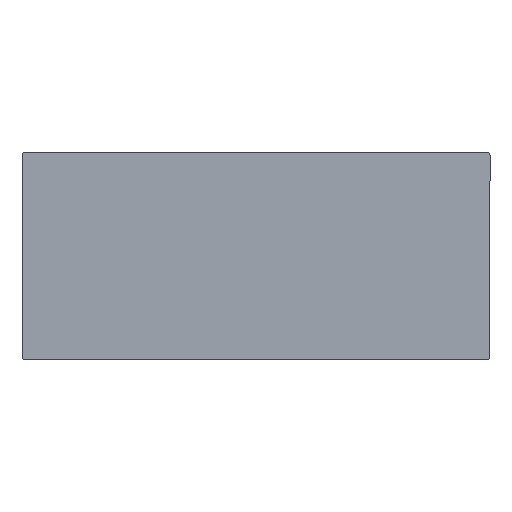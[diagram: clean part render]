
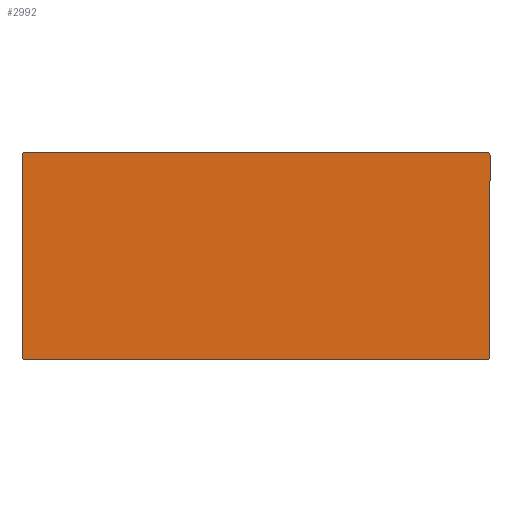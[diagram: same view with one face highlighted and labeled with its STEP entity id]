
A CAD part, front view. The second image highlights one B-rep face of the part: STEP entity #2992.
In plain terms, the highlighted planar face has unit normal (0, -1, 0).
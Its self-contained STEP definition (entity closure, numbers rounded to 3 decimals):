
#120=PLANE('',#3422);
#342=FACE_OUTER_BOUND('',#546,.T.);
#546=EDGE_LOOP('',(#2689,#2690,#2691,#2692,#2693,#2694,#2695,#2696));
#670=LINE('',#4992,#864);
#673=LINE('',#5000,#867);
#676=LINE('',#5008,#870);
#678=LINE('',#5014,#872);
#864=VECTOR('',#4066,10.);
#867=VECTOR('',#4075,10.);
#870=VECTOR('',#4084,10.);
#872=VECTOR('',#4092,10.);
#1080=CIRCLE('',#3264,1.);
#1081=CIRCLE('',#3267,1.);
#1082=CIRCLE('',#3270,1.);
#1083=CIRCLE('',#3273,1.);
#1312=VERTEX_POINT('',#4984);
#1313=VERTEX_POINT('',#4986);
#1314=VERTEX_POINT('',#4990);
#1315=VERTEX_POINT('',#4994);
#1316=VERTEX_POINT('',#4998);
#1317=VERTEX_POINT('',#5002);
#1318=VERTEX_POINT('',#5004);
#1319=VERTEX_POINT('',#5010);
#1661=EDGE_CURVE('',#1312,#1313,#1080,.T.);
#1664=EDGE_CURVE('',#1312,#1314,#670,.T.);
#1666=EDGE_CURVE('',#1315,#1314,#1081,.T.);
#1668=EDGE_CURVE('',#1315,#1316,#673,.T.);
#1670=EDGE_CURVE('',#1317,#1318,#1082,.T.);
#1672=EDGE_CURVE('',#1317,#1313,#676,.T.);
#1674=EDGE_CURVE('',#1319,#1316,#1083,.T.);
#1675=EDGE_CURVE('',#1319,#1318,#678,.T.);
#2689=ORIENTED_EDGE('',*,*,#1670,.F.);
#2690=ORIENTED_EDGE('',*,*,#1672,.T.);
#2691=ORIENTED_EDGE('',*,*,#1661,.F.);
#2692=ORIENTED_EDGE('',*,*,#1664,.T.);
#2693=ORIENTED_EDGE('',*,*,#1666,.F.);
#2694=ORIENTED_EDGE('',*,*,#1668,.T.);
#2695=ORIENTED_EDGE('',*,*,#1674,.F.);
#2696=ORIENTED_EDGE('',*,*,#1675,.T.);
#2992=ADVANCED_FACE('',(#342),#120,.F.);
#3264=AXIS2_PLACEMENT_3D('',#4987,#4060,#4061);
#3267=AXIS2_PLACEMENT_3D('',#4996,#4070,#4071);
#3270=AXIS2_PLACEMENT_3D('',#5005,#4079,#4080);
#3273=AXIS2_PLACEMENT_3D('',#5012,#4088,#4089);
#3422=AXIS2_PLACEMENT_3D('',#5860,#4449,#4450);
#4060=DIRECTION('center_axis',(0.,1.,0.));
#4061=DIRECTION('ref_axis',(-0.707,0.,-0.707));
#4066=DIRECTION('',(1.,0.,0.));
#4070=DIRECTION('center_axis',(0.,1.,0.));
#4071=DIRECTION('ref_axis',(0.707,0.,-0.707));
#4075=DIRECTION('',(0.,0.,1.));
#4079=DIRECTION('center_axis',(0.,1.,0.));
#4080=DIRECTION('ref_axis',(-0.707,0.,0.707));
#4084=DIRECTION('',(0.,0.,-1.));
#4088=DIRECTION('center_axis',(0.,1.,0.));
#4089=DIRECTION('ref_axis',(0.707,0.,0.707));
#4092=DIRECTION('',(-1.,0.,0.));
#4449=DIRECTION('center_axis',(0.,1.,0.));
#4450=DIRECTION('ref_axis',(1.,0.,0.));
#4984=CARTESIAN_POINT('',(-94.,0.,-42.));
#4986=CARTESIAN_POINT('',(-95.,0.,-41.));
#4987=CARTESIAN_POINT('Origin',(-94.,0.,-41.));
#4990=CARTESIAN_POINT('',(94.,0.,-42.));
#4992=CARTESIAN_POINT('',(-95.,0.,-42.));
#4994=CARTESIAN_POINT('',(95.,0.,-41.));
#4996=CARTESIAN_POINT('Origin',(94.,0.,-41.));
#4998=CARTESIAN_POINT('',(95.,0.,41.));
#5000=CARTESIAN_POINT('',(95.,0.,-42.));
#5002=CARTESIAN_POINT('',(-95.,0.,41.));
#5004=CARTESIAN_POINT('',(-94.,0.,42.));
#5005=CARTESIAN_POINT('Origin',(-94.,0.,41.));
#5008=CARTESIAN_POINT('',(-95.,0.,42.));
#5010=CARTESIAN_POINT('',(94.,0.,42.));
#5012=CARTESIAN_POINT('Origin',(94.,0.,41.));
#5014=CARTESIAN_POINT('',(95.,0.,42.));
#5860=CARTESIAN_POINT('Origin',(0.,0.,0.));
